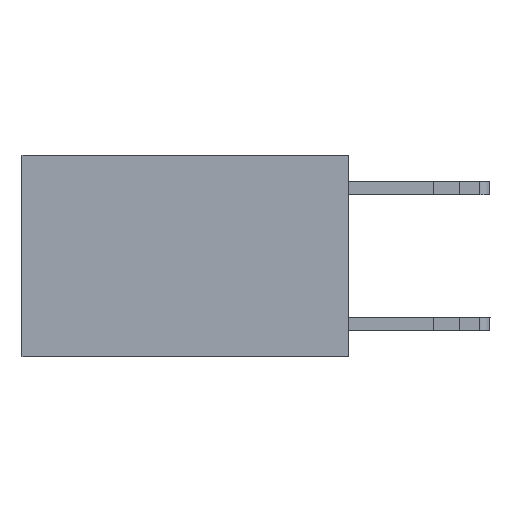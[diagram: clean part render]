
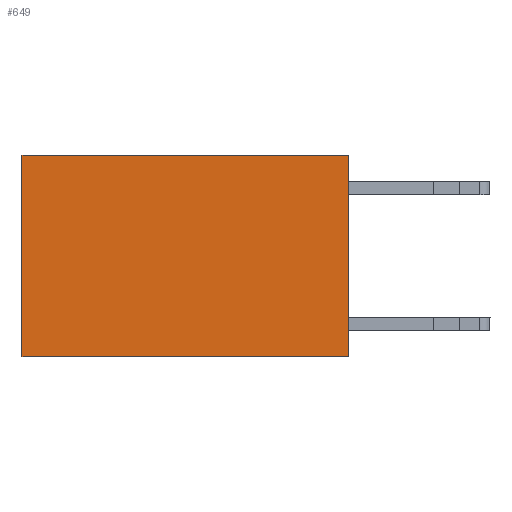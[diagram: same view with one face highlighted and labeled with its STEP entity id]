
A CAD part, left-side view. The second image highlights one B-rep face of the part: STEP entity #649.
In plain terms, the highlighted planar face has unit normal (-1, 0, 0).
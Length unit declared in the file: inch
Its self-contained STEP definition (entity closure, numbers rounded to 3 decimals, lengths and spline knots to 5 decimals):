
#129 = AXIS2_PLACEMENT_3D ( 'NONE', #10782, #13344, #13318 ) ;
#421 = LINE ( 'NONE', #9108, #9891 ) ;
#649 = ADVANCED_FACE ( 'NONE', ( #8540 ), #2384, .F. ) ;
#1354 = VERTEX_POINT ( 'NONE', #18772 ) ;
#2384 = PLANE ( 'NONE',  #129 ) ;
#2578 = DIRECTION ( 'NONE',  ( 0., 0., -1. ) ) ;
#2805 = VECTOR ( 'NONE', #5761, 39.37008 ) ;
#2945 = VERTEX_POINT ( 'NONE', #6325 ) ;
#3669 = LINE ( 'NONE', #15029, #22004 ) ;
#4653 = ORIENTED_EDGE ( 'NONE', *, *, #20615, .F. ) ;
#5220 = EDGE_LOOP ( 'NONE', ( #17046, #22707, #4653, #11950 ) ) ;
#5595 = DIRECTION ( 'NONE',  ( 0., 1., 0. ) ) ;
#5761 = DIRECTION ( 'NONE',  ( 0., 0., -1. ) ) ;
#5985 = VECTOR ( 'NONE', #12002, 39.37008 ) ;
#6325 = CARTESIAN_POINT ( 'NONE',  ( 0.2625, 0., -0.37 ) ) ;
#8418 = CARTESIAN_POINT ( 'NONE',  ( 0.2625, 0., 0. ) ) ;
#8540 = FACE_OUTER_BOUND ( 'NONE', #5220, .T. ) ;
#9108 = CARTESIAN_POINT ( 'NONE',  ( 0.2625, 0., -0.37 ) ) ;
#9891 = VECTOR ( 'NONE', #5595, 39.37008 ) ;
#10782 = CARTESIAN_POINT ( 'NONE',  ( 0.2625, 0., 0. ) ) ;
#10961 = CARTESIAN_POINT ( 'NONE',  ( 0.2625, 0., 0. ) ) ;
#11950 = ORIENTED_EDGE ( 'NONE', *, *, #18671, .T. ) ;
#12002 = DIRECTION ( 'NONE',  ( 0., 1., 0. ) ) ;
#13318 = DIRECTION ( 'NONE',  ( 0., 0., -1. ) ) ;
#13344 = DIRECTION ( 'NONE',  ( 1., 0., 0. ) ) ;
#15029 = CARTESIAN_POINT ( 'NONE',  ( 0.2625, 0., 0. ) ) ;
#15516 = EDGE_CURVE ( 'NONE', #1354, #22395, #16456, .T. ) ;
#16056 = CARTESIAN_POINT ( 'NONE',  ( 0.2625, 0.6, -0.37 ) ) ;
#16417 = CARTESIAN_POINT ( 'NONE',  ( 0.2625, 0.6, 0. ) ) ;
#16456 = LINE ( 'NONE', #16417, #2805 ) ;
#17046 = ORIENTED_EDGE ( 'NONE', *, *, #15516, .T. ) ;
#18671 = EDGE_CURVE ( 'NONE', #19536, #1354, #20172, .T. ) ;
#18772 = CARTESIAN_POINT ( 'NONE',  ( 0.2625, 0.6, 0. ) ) ;
#18976 = EDGE_CURVE ( 'NONE', #2945, #22395, #421, .T. ) ;
#19536 = VERTEX_POINT ( 'NONE', #10961 ) ;
#20172 = LINE ( 'NONE', #8418, #5985 ) ;
#20615 = EDGE_CURVE ( 'NONE', #19536, #2945, #3669, .T. ) ;
#22004 = VECTOR ( 'NONE', #2578, 39.37008 ) ;
#22395 = VERTEX_POINT ( 'NONE', #16056 ) ;
#22707 = ORIENTED_EDGE ( 'NONE', *, *, #18976, .F. ) ;
